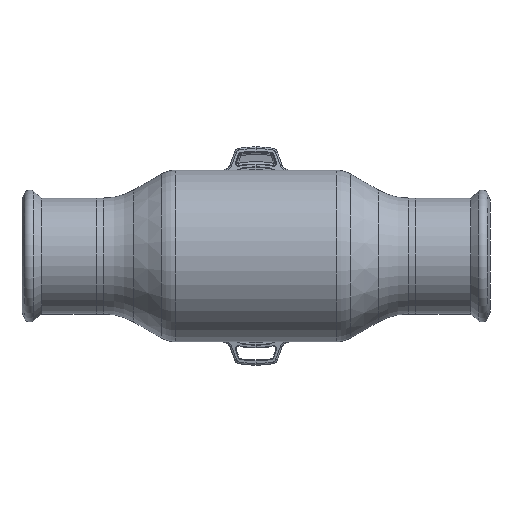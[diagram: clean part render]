
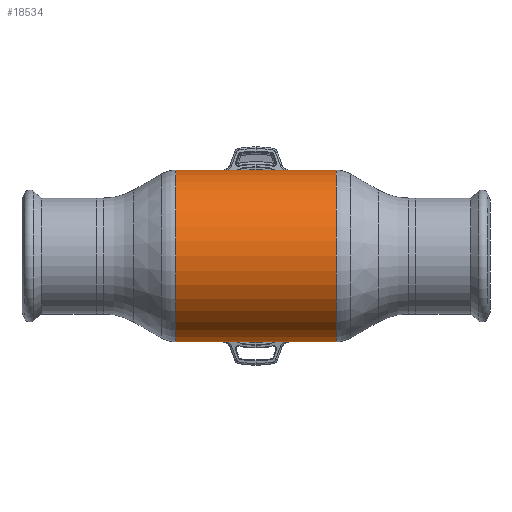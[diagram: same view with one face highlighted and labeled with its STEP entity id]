
A CAD part, front view. The second image highlights one B-rep face of the part: STEP entity #18534.
In plain terms, the highlighted cylindrical face has radius 42.5 mm (diameter 85 mm), a partial arc.
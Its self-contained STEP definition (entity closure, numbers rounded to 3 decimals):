
#116 = DIRECTION ( 'NONE',  ( -1., 0., 0. ) ) ;
#490 = DIRECTION ( 'NONE',  ( 0., 0., 1. ) ) ;
#1905 = DIRECTION ( 'NONE',  ( -1., 0., 0. ) ) ;
#3012 = CARTESIAN_POINT ( 'NONE',  ( 39.749, 0., 0. ) ) ;
#3268 = ORIENTED_EDGE ( 'NONE', *, *, #31002, .T. ) ;
#4149 = VECTOR ( 'NONE', #27643, 1000. ) ;
#5799 = DIRECTION ( 'NONE',  ( -1., 0., 0. ) ) ;
#6120 = LINE ( 'NONE', #16106, #8807 ) ;
#7541 = EDGE_LOOP ( 'NONE', ( #25593, #12397, #3268, #29603 ) ) ;
#8807 = VECTOR ( 'NONE', #5799, 1000. ) ;
#9505 = DIRECTION ( 'NONE',  ( 0., 0., 1. ) ) ;
#10429 = DIRECTION ( 'NONE',  ( 0., 0., 1. ) ) ;
#10926 = VERTEX_POINT ( 'NONE', #11588 ) ;
#11588 = CARTESIAN_POINT ( 'NONE',  ( 39.749, 0., -42.5 ) ) ;
#12053 = EDGE_CURVE ( 'NONE', #10926, #17590, #19280, .T. ) ;
#12397 = ORIENTED_EDGE ( 'NONE', *, *, #12053, .T. ) ;
#12807 = AXIS2_PLACEMENT_3D ( 'NONE', #13303, #116, #10429 ) ;
#13303 = CARTESIAN_POINT ( 'NONE',  ( -39.749, 0., 0. ) ) ;
#13416 = EDGE_CURVE ( 'NONE', #30876, #26452, #15504, .T. ) ;
#15504 = CIRCLE ( 'NONE', #12807, 42.5 ) ;
#16106 = CARTESIAN_POINT ( 'NONE',  ( -62.69, 0., 42.5 ) ) ;
#17239 = LINE ( 'NONE', #27810, #4149 ) ;
#17590 = VERTEX_POINT ( 'NONE', #25339 ) ;
#18534 = ADVANCED_FACE ( 'NONE', ( #21083 ), #31465, .T. ) ;
#19280 = CIRCLE ( 'NONE', #24734, 42.5 ) ;
#19827 = CARTESIAN_POINT ( 'NONE',  ( -39.749, 0., 42.5 ) ) ;
#21083 = FACE_OUTER_BOUND ( 'NONE', #7541, .T. ) ;
#21393 = CARTESIAN_POINT ( 'NONE',  ( -39.749, 0., -42.5 ) ) ;
#22554 = EDGE_CURVE ( 'NONE', #10926, #30876, #17239, .T. ) ;
#24734 = AXIS2_PLACEMENT_3D ( 'NONE', #3012, #28993, #490 ) ;
#25339 = CARTESIAN_POINT ( 'NONE',  ( 39.749, 0., 42.5 ) ) ;
#25593 = ORIENTED_EDGE ( 'NONE', *, *, #22554, .F. ) ;
#26452 = VERTEX_POINT ( 'NONE', #19827 ) ;
#27643 = DIRECTION ( 'NONE',  ( -1., 0., 0. ) ) ;
#27684 = CARTESIAN_POINT ( 'NONE',  ( -62.69, 0., 0. ) ) ;
#27810 = CARTESIAN_POINT ( 'NONE',  ( -62.69, 0., -42.5 ) ) ;
#28993 = DIRECTION ( 'NONE',  ( -1., 0., 0. ) ) ;
#29603 = ORIENTED_EDGE ( 'NONE', *, *, #13416, .F. ) ;
#30876 = VERTEX_POINT ( 'NONE', #21393 ) ;
#31002 = EDGE_CURVE ( 'NONE', #17590, #26452, #6120, .T. ) ;
#31465 = CYLINDRICAL_SURFACE ( 'NONE', #32957, 42.5 ) ;
#32957 = AXIS2_PLACEMENT_3D ( 'NONE', #27684, #1905, #9505 ) ;
